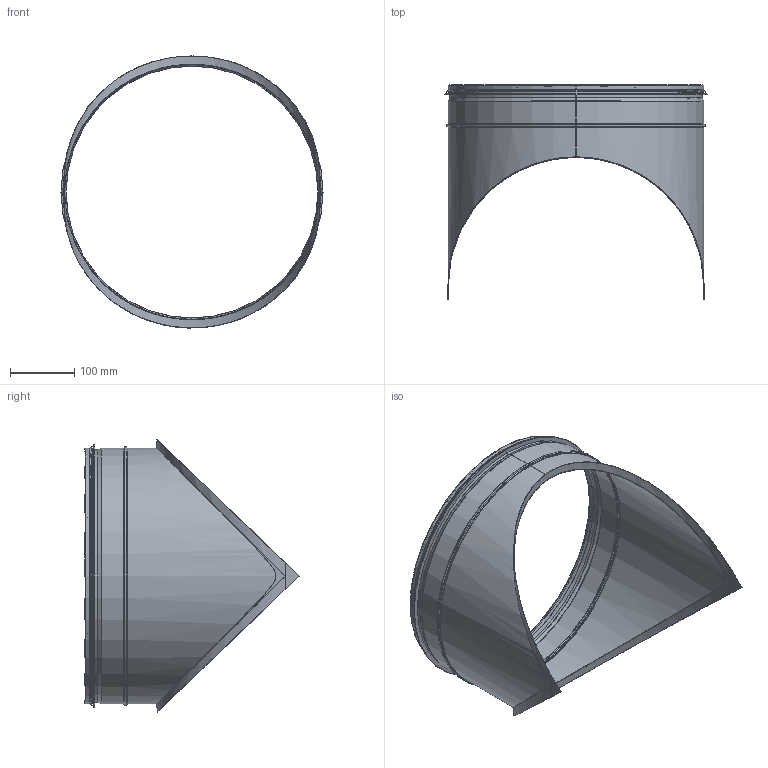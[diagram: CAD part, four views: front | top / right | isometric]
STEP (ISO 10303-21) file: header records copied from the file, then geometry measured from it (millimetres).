
FILE_DESCRIPTION((''),'2;1');
FILE_NAME('HPS-400-400.stp','2014-02-24T07:57:42',(''),(''),'Autodesk Inventor 2013','Autodesk Inventor 2013','');
FILE_SCHEMA(('AUTOMOTIVE_DESIGN { 1 2 10303 214 0 1 1 1 }'));
Length unit declared in the file: millimetre
Products named in the file (5): HPS-400-400; 999009; HPSRörämne_400-400; HPSRörämnesdel_400-400; SvepHPS_400-400
Assembly tree (4 placements, depth 3):
  HPS-400-400
    999009
    HPSRörämne_400-400
      HPSRörämnesdel_400-400
      SvepHPS_400-400
Bounding box: 409.2 x 334.39 x 424.7 mm (x, y, z)
Volume: 700913.3 mm3; surface area: 593318.3 mm2
Topology: 3 solids, 3 shells, 93 faces, 188 edges, 103 vertices
Faces by surface type: plane 43, torus 20, cylinder 20, cone 10
Full cylindrical faces by diameter (mm): 393 x1, 394 x1, 395.2 x1, 397.8 x6, 398.8 x4, 404.2 x1, 409.2 x1
Entity records: 2917 total; most frequent: CARTESIAN_POINT 738, DIRECTION 464, ORIENTED_EDGE 346, AXIS2_PLACEMENT_3D 192, EDGE_CURVE 173, EDGE_LOOP 114, VERTEX_POINT 103, STYLED_ITEM 96
